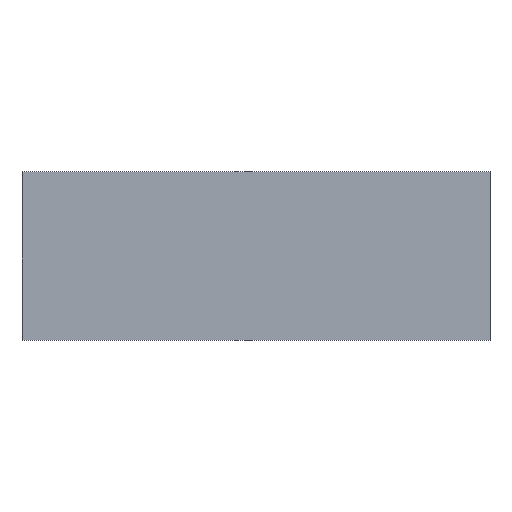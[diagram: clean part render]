
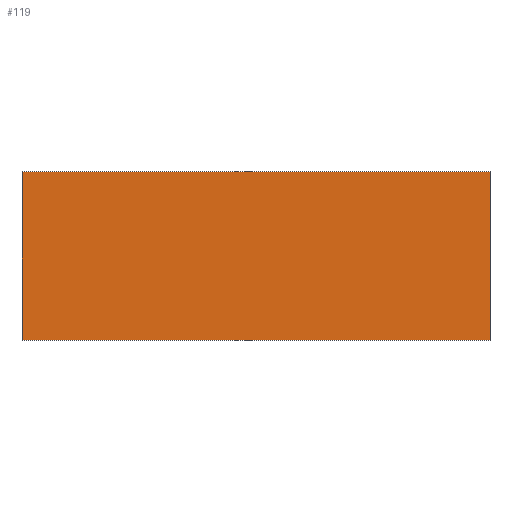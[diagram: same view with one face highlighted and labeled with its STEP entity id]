
A CAD part, top view. The second image highlights one B-rep face of the part: STEP entity #119.
In plain terms, the highlighted planar face has unit normal (0, 0, 1).
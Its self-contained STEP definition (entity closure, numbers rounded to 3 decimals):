
#3 = DIRECTION ( 'NONE',  ( 0., -1., 0. ) ) ;
#10 = ORIENTED_EDGE ( 'NONE', *, *, #50, .T. ) ;
#15 = FACE_OUTER_BOUND ( 'NONE', #46, .T. ) ;
#20 = CARTESIAN_POINT ( 'NONE',  ( 6.25, -2.25, 0.37 ) ) ;
#28 = CARTESIAN_POINT ( 'NONE',  ( -6.25, -2.25, 0.37 ) ) ;
#31 = DIRECTION ( 'NONE',  ( 0., -1., 0. ) ) ;
#34 = LINE ( 'NONE', #20, #152 ) ;
#41 = EDGE_CURVE ( 'NONE', #196, #140, #135, .T. ) ;
#46 = EDGE_LOOP ( 'NONE', ( #121, #176, #160, #10 ) ) ;
#49 = CARTESIAN_POINT ( 'NONE',  ( 6.25, -4.5, 0.37 ) ) ;
#50 = EDGE_CURVE ( 'NONE', #137, #196, #124, .T. ) ;
#56 = AXIS2_PLACEMENT_3D ( 'NONE', #145, #200, #3 ) ;
#64 = CARTESIAN_POINT ( 'NONE',  ( 0., 0., 0.37 ) ) ;
#69 = VECTOR ( 'NONE', #122, 1000. ) ;
#103 = EDGE_CURVE ( 'NONE', #198, #137, #228, .T. ) ;
#119 = ADVANCED_FACE ( 'NONE', ( #15 ), #125, .T. ) ;
#120 = DIRECTION ( 'NONE',  ( -1., 0., 0. ) ) ;
#121 = ORIENTED_EDGE ( 'NONE', *, *, #41, .T. ) ;
#122 = DIRECTION ( 'NONE',  ( 1., 0., 0. ) ) ;
#124 = LINE ( 'NONE', #28, #129 ) ;
#125 = PLANE ( 'NONE',  #56 ) ;
#127 = EDGE_CURVE ( 'NONE', #140, #198, #34, .T. ) ;
#129 = VECTOR ( 'NONE', #31, 1000. ) ;
#135 = LINE ( 'NONE', #174, #69 ) ;
#137 = VERTEX_POINT ( 'NONE', #183 ) ;
#140 = VERTEX_POINT ( 'NONE', #49 ) ;
#145 = CARTESIAN_POINT ( 'NONE',  ( 0., -2.25, 0.37 ) ) ;
#152 = VECTOR ( 'NONE', #166, 1000. ) ;
#160 = ORIENTED_EDGE ( 'NONE', *, *, #103, .T. ) ;
#161 = VECTOR ( 'NONE', #120, 1000. ) ;
#166 = DIRECTION ( 'NONE',  ( 0., 1., 0. ) ) ;
#174 = CARTESIAN_POINT ( 'NONE',  ( 0., -4.5, 0.37 ) ) ;
#176 = ORIENTED_EDGE ( 'NONE', *, *, #127, .T. ) ;
#183 = CARTESIAN_POINT ( 'NONE',  ( -6.25, 0., 0.37 ) ) ;
#196 = VERTEX_POINT ( 'NONE', #202 ) ;
#198 = VERTEX_POINT ( 'NONE', #201 ) ;
#200 = DIRECTION ( 'NONE',  ( 0., 0., 1. ) ) ;
#201 = CARTESIAN_POINT ( 'NONE',  ( 6.25, 0., 0.37 ) ) ;
#202 = CARTESIAN_POINT ( 'NONE',  ( -6.25, -4.5, 0.37 ) ) ;
#228 = LINE ( 'NONE', #64, #161 ) ;
